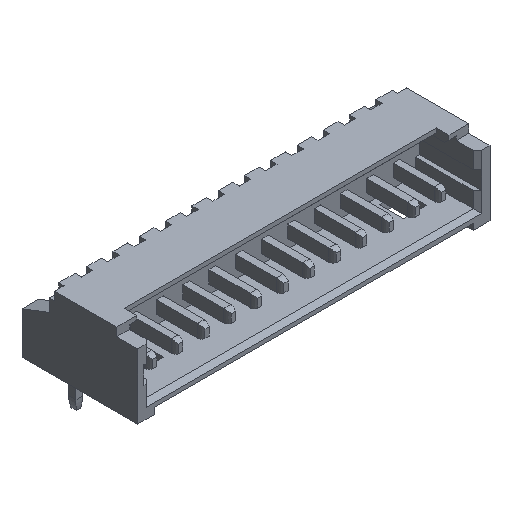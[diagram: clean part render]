
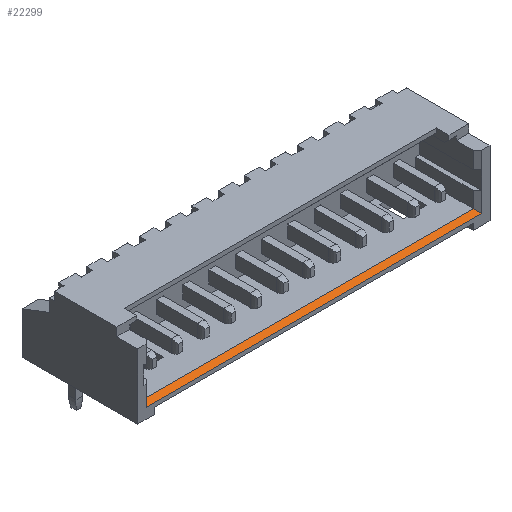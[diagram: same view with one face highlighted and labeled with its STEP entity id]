
A CAD part, isometric view. The second image highlights one B-rep face of the part: STEP entity #22299.
In plain terms, the highlighted planar face has unit normal (0, -0.707, 0.707).
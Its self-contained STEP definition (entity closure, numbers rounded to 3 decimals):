
#3538 = PLANE('',#3539);
#3539 = AXIS2_PLACEMENT_3D('',#3540,#3541,#3542);
#3540 = CARTESIAN_POINT('',(6.875,-4.45,1.8));
#3541 = DIRECTION('',(0.,-1.,0.));
#3542 = DIRECTION('',(-1.,0.,0.));
#8081 = VERTEX_POINT('',#8082);
#8082 = CARTESIAN_POINT('',(-1.1,-4.45,0.55));
#8096 = PLANE('',#8097);
#8097 = AXIS2_PLACEMENT_3D('',#8098,#8099,#8100);
#8098 = CARTESIAN_POINT('',(-1.1,-4.45,3.15));
#8099 = DIRECTION('',(0.707,-0.707,
    0.));
#8100 = DIRECTION('',(0.,0.,-1.));
#8108 = EDGE_CURVE('',#8081,#8109,#8111,.T.);
#8109 = VERTEX_POINT('',#8110);
#8110 = CARTESIAN_POINT('',(14.85,-4.45,0.55));
#8111 = SURFACE_CURVE('',#8112,(#8116,#8123),.PCURVE_S1.);
#8112 = LINE('',#8113,#8114);
#8113 = CARTESIAN_POINT('',(-1.1,-4.45,0.55));
#8114 = VECTOR('',#8115,1.);
#8115 = DIRECTION('',(1.,0.,0.));
#8116 = PCURVE('',#3538,#8117);
#8117 = DEFINITIONAL_REPRESENTATION('',(#8118),#8122);
#8118 = LINE('',#8119,#8120);
#8119 = CARTESIAN_POINT('',(7.975,1.25));
#8120 = VECTOR('',#8121,1.);
#8121 = DIRECTION('',(-1.,0.));
#8122 = ( GEOMETRIC_REPRESENTATION_CONTEXT(2) 
PARAMETRIC_REPRESENTATION_CONTEXT() REPRESENTATION_CONTEXT('2D SPACE',''
  ) );
#8123 = PCURVE('',#8124,#8129);
#8124 = PLANE('',#8125);
#8125 = AXIS2_PLACEMENT_3D('',#8126,#8127,#8128);
#8126 = CARTESIAN_POINT('',(-0.9,-4.45,0.55));
#8127 = DIRECTION('',(0.,-0.707,0.707));
#8128 = DIRECTION('',(1.,0.,0.));
#8129 = DEFINITIONAL_REPRESENTATION('',(#8130),#8134);
#8130 = LINE('',#8131,#8132);
#8131 = CARTESIAN_POINT('',(-0.2,0.));
#8132 = VECTOR('',#8133,1.);
#8133 = DIRECTION('',(1.,0.));
#8134 = ( GEOMETRIC_REPRESENTATION_CONTEXT(2) 
PARAMETRIC_REPRESENTATION_CONTEXT() REPRESENTATION_CONTEXT('2D SPACE',''
  ) );
#8150 = PLANE('',#8151);
#8151 = AXIS2_PLACEMENT_3D('',#8152,#8153,#8154);
#8152 = CARTESIAN_POINT('',(14.85,-4.45,0.75));
#8153 = DIRECTION('',(-0.707,-0.707,
    0.));
#8154 = DIRECTION('',(0.,0.,1.));
#15460 = PLANE('',#15461);
#15461 = AXIS2_PLACEMENT_3D('',#15462,#15463,#15464);
#15462 = CARTESIAN_POINT('',(-0.9,-4.45,0.75));
#15463 = DIRECTION('',(0.,0.,-1.));
#15464 = DIRECTION('',(1.,0.,0.));
#22256 = VERTEX_POINT('',#22257);
#22257 = CARTESIAN_POINT('',(-0.9,-4.25,0.75));
#22278 = EDGE_CURVE('',#8081,#22256,#22279,.T.);
#22279 = SURFACE_CURVE('',#22280,(#22284,#22291),.PCURVE_S1.);
#22280 = LINE('',#22281,#22282);
#22281 = CARTESIAN_POINT('',(-1.1,-4.45,0.55));
#22282 = VECTOR('',#22283,1.);
#22283 = DIRECTION('',(0.577,0.577,0.577));
#22284 = PCURVE('',#8096,#22285);
#22285 = DEFINITIONAL_REPRESENTATION('',(#22286),#22290);
#22286 = LINE('',#22287,#22288);
#22287 = CARTESIAN_POINT('',(2.6,0.));
#22288 = VECTOR('',#22289,1.);
#22289 = DIRECTION('',(-0.577,0.816));
#22290 = ( GEOMETRIC_REPRESENTATION_CONTEXT(2) 
PARAMETRIC_REPRESENTATION_CONTEXT() REPRESENTATION_CONTEXT('2D SPACE',''
  ) );
#22291 = PCURVE('',#8124,#22292);
#22292 = DEFINITIONAL_REPRESENTATION('',(#22293),#22297);
#22293 = LINE('',#22294,#22295);
#22294 = CARTESIAN_POINT('',(-0.2,0.));
#22295 = VECTOR('',#22296,1.);
#22296 = DIRECTION('',(0.577,0.816));
#22297 = ( GEOMETRIC_REPRESENTATION_CONTEXT(2) 
PARAMETRIC_REPRESENTATION_CONTEXT() REPRESENTATION_CONTEXT('2D SPACE',''
  ) );
#22299 = ADVANCED_FACE('',(#22300),#8124,.T.);
#22300 = FACE_BOUND('',#22301,.F.);
#22301 = EDGE_LOOP('',(#22302,#22303,#22304,#22327));
#22302 = ORIENTED_EDGE('',*,*,#8108,.F.);
#22303 = ORIENTED_EDGE('',*,*,#22278,.T.);
#22304 = ORIENTED_EDGE('',*,*,#22305,.T.);
#22305 = EDGE_CURVE('',#22256,#22306,#22308,.T.);
#22306 = VERTEX_POINT('',#22307);
#22307 = CARTESIAN_POINT('',(14.65,-4.25,0.75));
#22308 = SURFACE_CURVE('',#22309,(#22313,#22320),.PCURVE_S1.);
#22309 = LINE('',#22310,#22311);
#22310 = CARTESIAN_POINT('',(-0.9,-4.25,0.75));
#22311 = VECTOR('',#22312,1.);
#22312 = DIRECTION('',(1.,0.,0.));
#22313 = PCURVE('',#8124,#22314);
#22314 = DEFINITIONAL_REPRESENTATION('',(#22315),#22319);
#22315 = LINE('',#22316,#22317);
#22316 = CARTESIAN_POINT('',(0.,0.283));
#22317 = VECTOR('',#22318,1.);
#22318 = DIRECTION('',(1.,0.));
#22319 = ( GEOMETRIC_REPRESENTATION_CONTEXT(2) 
PARAMETRIC_REPRESENTATION_CONTEXT() REPRESENTATION_CONTEXT('2D SPACE',''
  ) );
#22320 = PCURVE('',#15460,#22321);
#22321 = DEFINITIONAL_REPRESENTATION('',(#22322),#22326);
#22322 = LINE('',#22323,#22324);
#22323 = CARTESIAN_POINT('',(0.,-0.2));
#22324 = VECTOR('',#22325,1.);
#22325 = DIRECTION('',(1.,0.));
#22326 = ( GEOMETRIC_REPRESENTATION_CONTEXT(2) 
PARAMETRIC_REPRESENTATION_CONTEXT() REPRESENTATION_CONTEXT('2D SPACE',''
  ) );
#22327 = ORIENTED_EDGE('',*,*,#22328,.F.);
#22328 = EDGE_CURVE('',#8109,#22306,#22329,.T.);
#22329 = SURFACE_CURVE('',#22330,(#22334,#22341),.PCURVE_S1.);
#22330 = LINE('',#22331,#22332);
#22331 = CARTESIAN_POINT('',(14.85,-4.45,0.55));
#22332 = VECTOR('',#22333,1.);
#22333 = DIRECTION('',(-0.577,0.577,0.577));
#22334 = PCURVE('',#8124,#22335);
#22335 = DEFINITIONAL_REPRESENTATION('',(#22336),#22340);
#22336 = LINE('',#22337,#22338);
#22337 = CARTESIAN_POINT('',(15.75,0.));
#22338 = VECTOR('',#22339,1.);
#22339 = DIRECTION('',(-0.577,0.816));
#22340 = ( GEOMETRIC_REPRESENTATION_CONTEXT(2) 
PARAMETRIC_REPRESENTATION_CONTEXT() REPRESENTATION_CONTEXT('2D SPACE',''
  ) );
#22341 = PCURVE('',#8150,#22342);
#22342 = DEFINITIONAL_REPRESENTATION('',(#22343),#22347);
#22343 = LINE('',#22344,#22345);
#22344 = CARTESIAN_POINT('',(-0.2,0.));
#22345 = VECTOR('',#22346,1.);
#22346 = DIRECTION('',(0.577,0.816));
#22347 = ( GEOMETRIC_REPRESENTATION_CONTEXT(2) 
PARAMETRIC_REPRESENTATION_CONTEXT() REPRESENTATION_CONTEXT('2D SPACE',''
  ) );
